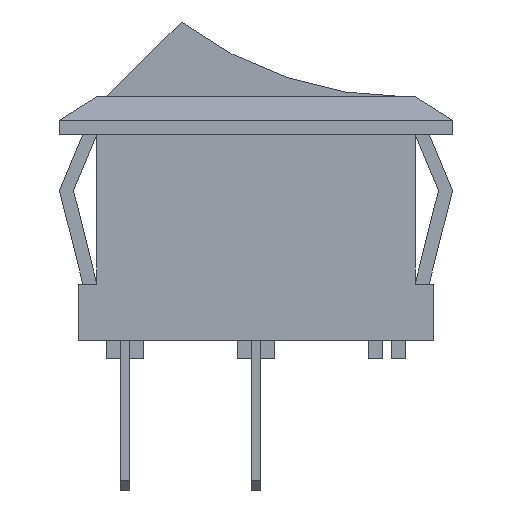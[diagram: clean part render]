
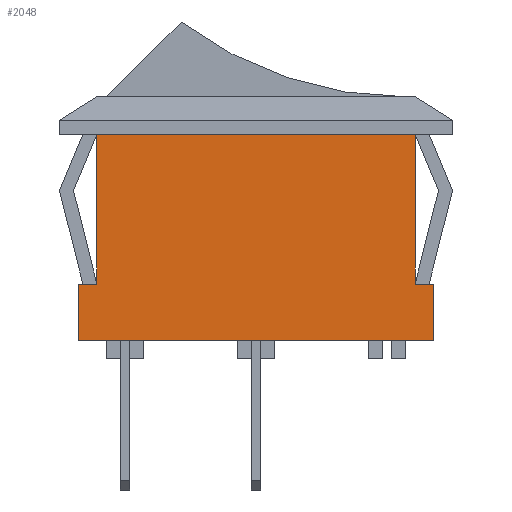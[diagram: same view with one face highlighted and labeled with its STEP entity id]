
A CAD part, front view. The second image highlights one B-rep face of the part: STEP entity #2048.
In plain terms, the highlighted planar face has unit normal (0, -1, 0).
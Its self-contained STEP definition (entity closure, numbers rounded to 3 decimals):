
#262=ORIENTED_EDGE('',*,*,#577,.T.);
#263=ORIENTED_EDGE('',*,*,#632,.F.);
#264=ORIENTED_EDGE('',*,*,#633,.F.);
#265=ORIENTED_EDGE('',*,*,#634,.F.);
#266=ORIENTED_EDGE('',*,*,#599,.F.);
#267=ORIENTED_EDGE('',*,*,#635,.T.);
#268=ORIENTED_EDGE('',*,*,#595,.F.);
#269=ORIENTED_EDGE('',*,*,#636,.T.);
#577=EDGE_CURVE('',#762,#763,#913,.T.);
#595=EDGE_CURVE('',#777,#771,#931,.T.);
#599=EDGE_CURVE('',#781,#782,#935,.T.);
#632=EDGE_CURVE('',#806,#763,#968,.T.);
#633=EDGE_CURVE('',#807,#806,#969,.T.);
#634=EDGE_CURVE('',#782,#807,#970,.T.);
#635=EDGE_CURVE('',#781,#771,#971,.T.);
#636=EDGE_CURVE('',#777,#762,#972,.T.);
#762=VERTEX_POINT('',#2734);
#763=VERTEX_POINT('',#2735);
#771=VERTEX_POINT('',#2755);
#777=VERTEX_POINT('',#2767);
#781=VERTEX_POINT('',#2776);
#782=VERTEX_POINT('',#2778);
#806=VERTEX_POINT('',#2842);
#807=VERTEX_POINT('',#2844);
#913=LINE('',#2733,#1112);
#931=LINE('',#2768,#1130);
#935=LINE('',#2777,#1134);
#968=LINE('',#2841,#1167);
#969=LINE('',#2843,#1168);
#970=LINE('',#2845,#1169);
#971=LINE('',#2846,#1170);
#972=LINE('',#2847,#1171);
#1112=VECTOR('',#2320,1000.);
#1130=VECTOR('',#2340,1000.);
#1134=VECTOR('',#2346,1000.);
#1167=VECTOR('',#2393,1000.);
#1168=VECTOR('',#2394,1000.);
#1169=VECTOR('',#2395,1000.);
#1170=VECTOR('',#2396,1000.);
#1171=VECTOR('',#2397,1000.);
#1261=EDGE_LOOP('',(#262,#263,#264,#265,#266,#267,#268,#269));
#1350=FACE_BOUND('',#1261,.T.);
#1430=PLANE('',#2133);
#2048=ADVANCED_FACE('',(#1350),#1430,.F.);
#2133=AXIS2_PLACEMENT_3D('',#2840,#2391,#2392);
#2320=DIRECTION('',(1.,0.,0.));
#2340=DIRECTION('',(1.,0.,0.));
#2346=DIRECTION('',(1.,0.,0.));
#2391=DIRECTION('',(0.,1.,0.));
#2392=DIRECTION('',(0.,0.,1.));
#2393=DIRECTION('',(0.,0.,-1.));
#2394=DIRECTION('',(1.,0.,0.));
#2395=DIRECTION('',(0.,0.,-1.));
#2396=DIRECTION('',(0.,0.,-1.));
#2397=DIRECTION('',(0.,0.,-1.));
#2733=CARTESIAN_POINT('',(0.,0.,0.));
#2734=CARTESIAN_POINT('',(0.,0.,0.));
#2735=CARTESIAN_POINT('',(19.,0.,0.));
#2755=CARTESIAN_POINT('',(1.,0.,3.));
#2767=CARTESIAN_POINT('',(0.,0.,3.));
#2768=CARTESIAN_POINT('',(0.,0.,3.));
#2776=CARTESIAN_POINT('',(1.,0.,11.));
#2777=CARTESIAN_POINT('',(1.,0.,11.));
#2778=CARTESIAN_POINT('',(18.,0.,11.));
#2840=CARTESIAN_POINT('',(0.,0.,3.));
#2841=CARTESIAN_POINT('',(19.,0.,3.));
#2842=CARTESIAN_POINT('',(19.,0.,3.));
#2843=CARTESIAN_POINT('',(0.,0.,3.));
#2844=CARTESIAN_POINT('',(18.,0.,3.));
#2845=CARTESIAN_POINT('',(18.,0.,11.));
#2846=CARTESIAN_POINT('',(1.,0.,11.));
#2847=CARTESIAN_POINT('',(0.,0.,3.));
